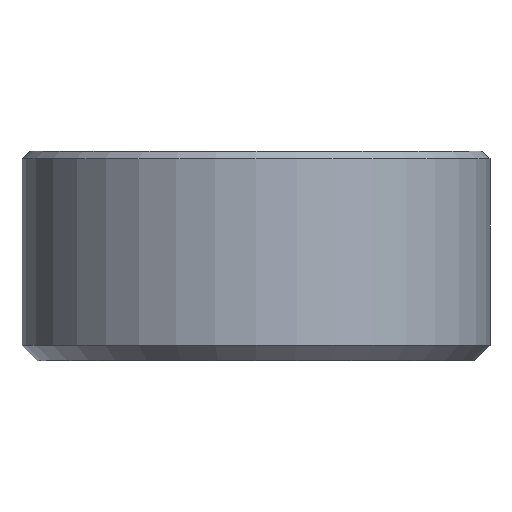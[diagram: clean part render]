
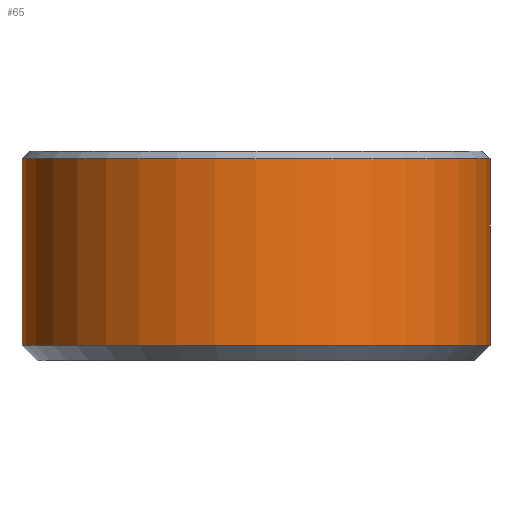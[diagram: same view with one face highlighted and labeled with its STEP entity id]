
A CAD part, front view. The second image highlights one B-rep face of the part: STEP entity #65.
In plain terms, the highlighted cylindrical face has radius 3 mm (diameter 6 mm), a partial arc.
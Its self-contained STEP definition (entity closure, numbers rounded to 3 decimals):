
#6 = ORIENTED_EDGE ( 'NONE', *, *, #184, .T. ) ;
#15 = DIRECTION ( 'NONE',  ( 0., 0., 1. ) ) ;
#17 = DIRECTION ( 'NONE',  ( 0., 0., 1. ) ) ;
#18 = CARTESIAN_POINT ( 'NONE',  ( 0., 0., 2.59 ) ) ;
#26 = VECTOR ( 'NONE', #102, 1000. ) ;
#39 = DIRECTION ( 'NONE',  ( 1., 0., 0. ) ) ;
#53 = EDGE_CURVE ( 'NONE', #74, #98, #127, .T. ) ;
#62 = CARTESIAN_POINT ( 'NONE',  ( -3., 0., 1.5 ) ) ;
#65 = ADVANCED_FACE ( 'NONE', ( #226 ), #128, .T. ) ;
#66 = CARTESIAN_POINT ( 'NONE',  ( 3., 0., 2.59 ) ) ;
#72 = ORIENTED_EDGE ( 'NONE', *, *, #152, .T. ) ;
#73 = VERTEX_POINT ( 'NONE', #243 ) ;
#74 = VERTEX_POINT ( 'NONE', #97 ) ;
#75 = DIRECTION ( 'NONE',  ( 1., 0., 0. ) ) ;
#95 = CARTESIAN_POINT ( 'NONE',  ( 0., 0., 1.5 ) ) ;
#97 = CARTESIAN_POINT ( 'NONE',  ( -3., 0., 0.2 ) ) ;
#98 = VERTEX_POINT ( 'NONE', #220 ) ;
#102 = DIRECTION ( 'NONE',  ( 0., 0., 1. ) ) ;
#115 = AXIS2_PLACEMENT_3D ( 'NONE', #18, #147, #227 ) ;
#126 = LINE ( 'NONE', #225, #189 ) ;
#127 = LINE ( 'NONE', #62, #26 ) ;
#128 = CYLINDRICAL_SURFACE ( 'NONE', #232, 3. ) ;
#141 = DIRECTION ( 'NONE',  ( 0., 0., 1. ) ) ;
#147 = DIRECTION ( 'NONE',  ( 0., 0., -1. ) ) ;
#152 = EDGE_CURVE ( 'NONE', #160, #98, #204, .T. ) ;
#160 = VERTEX_POINT ( 'NONE', #66 ) ;
#176 = CIRCLE ( 'NONE', #224, 3. ) ;
#178 = EDGE_LOOP ( 'NONE', ( #217, #6, #238, #72 ) ) ;
#184 = EDGE_CURVE ( 'NONE', #74, #73, #176, .T. ) ;
#189 = VECTOR ( 'NONE', #15, 1000. ) ;
#204 = CIRCLE ( 'NONE', #115, 3. ) ;
#217 = ORIENTED_EDGE ( 'NONE', *, *, #53, .F. ) ;
#218 = EDGE_CURVE ( 'NONE', #73, #160, #126, .T. ) ;
#220 = CARTESIAN_POINT ( 'NONE',  ( -3., 0., 2.59 ) ) ;
#224 = AXIS2_PLACEMENT_3D ( 'NONE', #266, #17, #39 ) ;
#225 = CARTESIAN_POINT ( 'NONE',  ( 3., 0., 1.5 ) ) ;
#226 = FACE_OUTER_BOUND ( 'NONE', #178, .T. ) ;
#227 = DIRECTION ( 'NONE',  ( -1., 0., 0. ) ) ;
#232 = AXIS2_PLACEMENT_3D ( 'NONE', #95, #141, #75 ) ;
#238 = ORIENTED_EDGE ( 'NONE', *, *, #218, .T. ) ;
#243 = CARTESIAN_POINT ( 'NONE',  ( 3., 0., 0.2 ) ) ;
#266 = CARTESIAN_POINT ( 'NONE',  ( 0., 0., 0.2 ) ) ;
